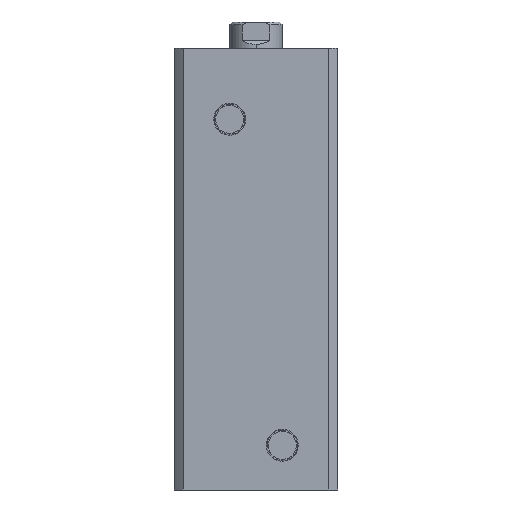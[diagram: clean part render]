
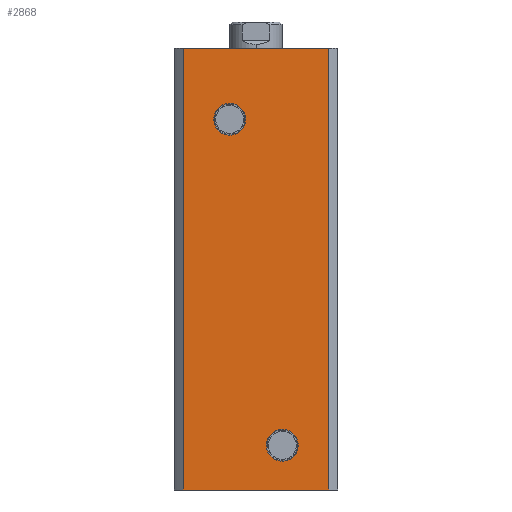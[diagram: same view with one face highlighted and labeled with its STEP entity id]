
A CAD part, left-side view. The second image highlights one B-rep face of the part: STEP entity #2868.
In plain terms, the highlighted planar face has unit normal (-1, 0, 0).
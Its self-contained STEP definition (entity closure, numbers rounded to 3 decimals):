
#278 = CARTESIAN_POINT ( 'NONE',  ( -31., 10., 141. ) ) ;
#279 = DIRECTION ( 'NONE',  ( -1., 0., 0. ) ) ;
#280 = DIRECTION ( 'NONE',  ( 0., 0., 1. ) ) ;
#382 = CARTESIAN_POINT ( 'NONE',  ( -31., 10., 141. ) ) ;
#383 = DIRECTION ( 'NONE',  ( -1., 0., 0. ) ) ;
#384 = DIRECTION ( 'NONE',  ( 0., 0., 1. ) ) ;
#415 = CARTESIAN_POINT ( 'NONE',  ( -31., -10., 17. ) ) ;
#416 = DIRECTION ( 'NONE',  ( -1., 0., 0. ) ) ;
#417 = DIRECTION ( 'NONE',  ( 0., 0., 1. ) ) ;
#543 = EDGE_LOOP ( 'NONE', ( #2740, #2739 ) ) ;
#559 = EDGE_LOOP ( 'NONE', ( #2738, #2737, #2736, #2735 ) ) ;
#561 = EDGE_LOOP ( 'NONE', ( #2742, #2741 ) ) ;
#727 = VERTEX_POINT ( 'NONE', #2304 ) ;
#734 = VERTEX_POINT ( 'NONE', #2311 ) ;
#737 = VERTEX_POINT ( 'NONE', #2314 ) ;
#738 = VERTEX_POINT ( 'NONE', #2315 ) ;
#928 = VERTEX_POINT ( 'NONE', #2318 ) ;
#929 = VERTEX_POINT ( 'NONE', #2323 ) ;
#941 = VERTEX_POINT ( 'NONE', #2333 ) ;
#947 = VERTEX_POINT ( 'NONE', #2339 ) ;
#1065 = EDGE_CURVE ( 'NONE', #727, #734, #1470, .T. ) ;
#1066 = EDGE_CURVE ( 'NONE', #727, #737, #1475, .T. ) ;
#1067 = EDGE_CURVE ( 'NONE', #737, #738, #1478, .T. ) ;
#1068 = EDGE_CURVE ( 'NONE', #734, #738, #1480, .T. ) ;
#1069 = EDGE_CURVE ( 'NONE', #928, #929, #1482, .T. ) ;
#1276 = EDGE_CURVE ( 'NONE', #941, #947, #1807, .T. ) ;
#1316 = EDGE_CURVE ( 'NONE', #947, #941, #1865, .T. ) ;
#1328 = EDGE_CURVE ( 'NONE', #929, #928, #1881, .T. ) ;
#1331 = AXIS2_PLACEMENT_3D ( 'NONE', #2434, #2435, #2436 ) ;
#1404 = AXIS2_PLACEMENT_3D ( 'NONE', #278, #279, #280 ) ;
#1470 = LINE ( 'NONE', #2421, #1477 ) ;
#1475 = LINE ( 'NONE', #2420, #1479 ) ;
#1477 = VECTOR ( 'NONE', #2416, 1000. ) ;
#1478 = LINE ( 'NONE', #2427, #1481 ) ;
#1479 = VECTOR ( 'NONE', #2426, 1000. ) ;
#1480 = LINE ( 'NONE', #2429, #1483 ) ;
#1481 = VECTOR ( 'NONE', #2428, 1000. ) ;
#1482 = CIRCLE ( 'NONE', #1331, 6.06 ) ;
#1483 = VECTOR ( 'NONE', #2430, 1000. ) ;
#1807 = CIRCLE ( 'NONE', #1404, 6.06 ) ;
#1865 = CIRCLE ( 'NONE', #2977, 6.06 ) ;
#1881 = CIRCLE ( 'NONE', #2985, 6.06 ) ;
#1918 = FACE_BOUND ( 'NONE', #561, .T. ) ;
#1920 = FACE_OUTER_BOUND ( 'NONE', #559, .T. ) ;
#1929 = FACE_BOUND ( 'NONE', #543, .T. ) ;
#2304 = CARTESIAN_POINT ( 'NONE',  ( -31., 27.591, 168. ) ) ;
#2311 = CARTESIAN_POINT ( 'NONE',  ( -31., 27.591, 0. ) ) ;
#2314 = CARTESIAN_POINT ( 'NONE',  ( -31., -27.591, 168. ) ) ;
#2315 = CARTESIAN_POINT ( 'NONE',  ( -31., -27.591, 0. ) ) ;
#2318 = CARTESIAN_POINT ( 'NONE',  ( -31., -10., 23.06 ) ) ;
#2323 = CARTESIAN_POINT ( 'NONE',  ( -31., -10., 10.94 ) ) ;
#2333 = CARTESIAN_POINT ( 'NONE',  ( -31., 10., 147.06 ) ) ;
#2339 = CARTESIAN_POINT ( 'NONE',  ( -31., 10., 134.94 ) ) ;
#2416 = DIRECTION ( 'NONE',  ( 0., 0., -1. ) ) ;
#2420 = CARTESIAN_POINT ( 'NONE',  ( -31., 0., 168. ) ) ;
#2421 = CARTESIAN_POINT ( 'NONE',  ( -31., 27.591, 168. ) ) ;
#2426 = DIRECTION ( 'NONE',  ( 0., -1., 0. ) ) ;
#2427 = CARTESIAN_POINT ( 'NONE',  ( -31., -27.591, 168. ) ) ;
#2428 = DIRECTION ( 'NONE',  ( 0., 0., -1. ) ) ;
#2429 = CARTESIAN_POINT ( 'NONE',  ( -31., 0., 0. ) ) ;
#2430 = DIRECTION ( 'NONE',  ( 0., -1., 0. ) ) ;
#2434 = CARTESIAN_POINT ( 'NONE',  ( -31., -10., 17. ) ) ;
#2435 = DIRECTION ( 'NONE',  ( -1., 0., 0. ) ) ;
#2436 = DIRECTION ( 'NONE',  ( 0., 0., 1. ) ) ;
#2735 = ORIENTED_EDGE ( 'NONE', *, *, #1065, .T. ) ;
#2736 = ORIENTED_EDGE ( 'NONE', *, *, #1066, .F. ) ;
#2737 = ORIENTED_EDGE ( 'NONE', *, *, #1067, .F. ) ;
#2738 = ORIENTED_EDGE ( 'NONE', *, *, #1068, .T. ) ;
#2739 = ORIENTED_EDGE ( 'NONE', *, *, #1328, .F. ) ;
#2740 = ORIENTED_EDGE ( 'NONE', *, *, #1069, .F. ) ;
#2741 = ORIENTED_EDGE ( 'NONE', *, *, #1316, .F. ) ;
#2742 = ORIENTED_EDGE ( 'NONE', *, *, #1276, .F. ) ;
#2868 = ADVANCED_FACE ( 'NONE', ( #1918, #1929, #1920 ), #3319, .F. ) ;
#2977 = AXIS2_PLACEMENT_3D ( 'NONE', #382, #383, #384 ) ;
#2985 = AXIS2_PLACEMENT_3D ( 'NONE', #415, #416, #417 ) ;
#3012 = AXIS2_PLACEMENT_3D ( 'NONE', #3317, #3315, #3321 ) ;
#3315 = DIRECTION ( 'NONE',  ( 1., 0., 0. ) ) ;
#3317 = CARTESIAN_POINT ( 'NONE',  ( -31., 0., 168. ) ) ;
#3319 = PLANE ( 'NONE',  #3012 ) ;
#3321 = DIRECTION ( 'NONE',  ( 0., 0., -1. ) ) ;
